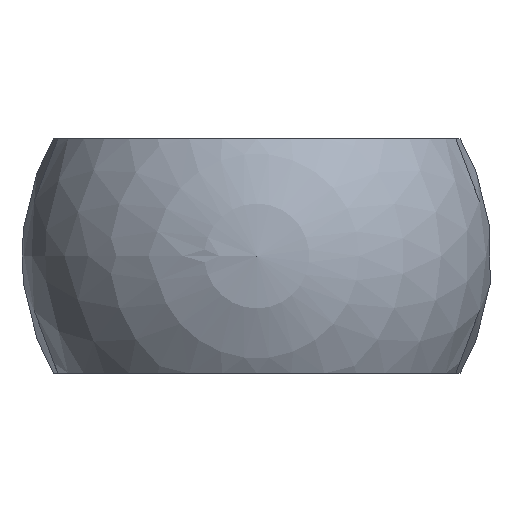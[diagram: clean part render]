
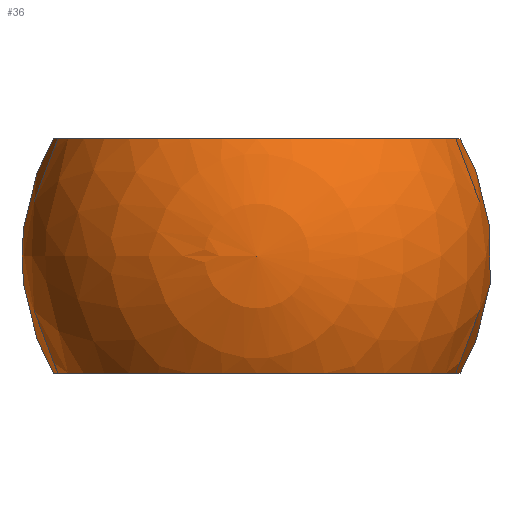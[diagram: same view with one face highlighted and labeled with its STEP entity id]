
A CAD part, left-side view. The second image highlights one B-rep face of the part: STEP entity #36.
In plain terms, the highlighted spherical face has radius 9 mm.
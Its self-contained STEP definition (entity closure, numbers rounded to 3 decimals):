
#36 = ADVANCED_FACE( '', ( #73, #74 ), #75, .T. );
#73 = FACE_BOUND( '', #111, .T. );
#74 = FACE_OUTER_BOUND( '', #112, .T. );
#75 = SPHERICAL_SURFACE( '', #113, 9. );
#111 = VERTEX_LOOP( '', #148 );
#112 = EDGE_LOOP( '', ( #149, #150, #151, #152 ) );
#113 = AXIS2_PLACEMENT_3D( '', #153, #154, #155 );
#148 = VERTEX_POINT( '', #197 );
#149 = ORIENTED_EDGE( '', *, *, #198, .F. );
#150 = ORIENTED_EDGE( '', *, *, #191, .T. );
#151 = ORIENTED_EDGE( '', *, *, #199, .F. );
#152 = ORIENTED_EDGE( '', *, *, #200, .T. );
#153 = CARTESIAN_POINT( '', ( 0., 0., 0. ) );
#154 = DIRECTION( '', ( 1., 0., 0. ) );
#155 = DIRECTION( '', ( 0., 1., 0. ) );
#191 = EDGE_CURVE( '', #212, #213, #214, .F. );
#197 = CARTESIAN_POINT( '', ( -9., 0., 0. ) );
#198 = EDGE_CURVE( '', #212, #222, #223, .T. );
#199 = EDGE_CURVE( '', #224, #213, #225, .T. );
#200 = EDGE_CURVE( '', #224, #222, #226, .F. );
#212 = VERTEX_POINT( '', #240 );
#213 = VERTEX_POINT( '', #241 );
#214 = CIRCLE( '', #242, 7.794 );
#222 = VERTEX_POINT( '', #269 );
#223 = CIRCLE( '', #270, 5.538 );
#224 = VERTEX_POINT( '', #271 );
#225 = CIRCLE( '', #272, 5.538 );
#226 = CIRCLE( '', #273, 7.794 );
#240 = CARTESIAN_POINT( '', ( 7.094, -3.229, 4.5 ) );
#241 = CARTESIAN_POINT( '', ( 7.094, 3.229, 4.5 ) );
#242 = AXIS2_PLACEMENT_3D( '', #306, #307, #308 );
#269 = CARTESIAN_POINT( '', ( 7.094, -3.229, -4.5 ) );
#270 = AXIS2_PLACEMENT_3D( '', #315, #316, #317 );
#271 = CARTESIAN_POINT( '', ( 7.094, 3.229, -4.5 ) );
#272 = AXIS2_PLACEMENT_3D( '', #318, #319, #320 );
#273 = AXIS2_PLACEMENT_3D( '', #321, #322, #323 );
#306 = CARTESIAN_POINT( '', ( 0., 0., 4.5 ) );
#307 = DIRECTION( '', ( 0., 0., 1. ) );
#308 = DIRECTION( '', ( 1., 0., 0. ) );
#315 = CARTESIAN_POINT( '', ( 7.094, 0., 0. ) );
#316 = DIRECTION( '', ( 1., 0., 0. ) );
#317 = DIRECTION( '', ( 0., 1., 0. ) );
#318 = CARTESIAN_POINT( '', ( 7.094, 0., 0. ) );
#319 = DIRECTION( '', ( 1., 0., 0. ) );
#320 = DIRECTION( '', ( 0., 1., 0. ) );
#321 = CARTESIAN_POINT( '', ( 0., 0., -4.5 ) );
#322 = DIRECTION( '', ( 0., 0., -1. ) );
#323 = DIRECTION( '', ( -1., 0., 0. ) );
